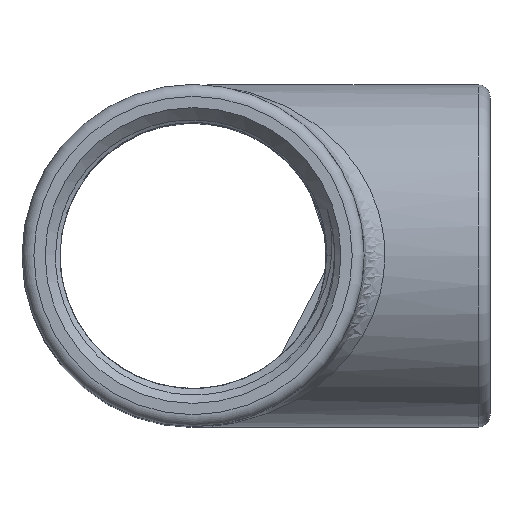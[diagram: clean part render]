
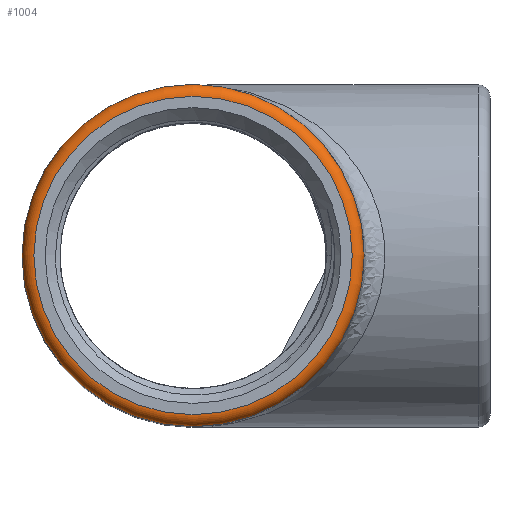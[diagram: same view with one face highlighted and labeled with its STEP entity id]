
A CAD part, top view. The second image highlights one B-rep face of the part: STEP entity #1004.
In plain terms, the highlighted toroidal (fillet/blend) face has major radius 26.8 mm and minor radius 2 mm.
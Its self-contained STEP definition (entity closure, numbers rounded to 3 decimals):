
#25=TOROIDAL_SURFACE('',#1050,26.8,2.);
#36=CIRCLE('',#1030,26.8);
#43=CIRCLE('',#1043,28.8);
#504=ORIENTED_EDGE('',*,*,#687,.F.);
#505=ORIENTED_EDGE('',*,*,#696,.F.);
#687=EDGE_CURVE('',#851,#851,#36,.T.);
#696=EDGE_CURVE('',#857,#857,#43,.T.);
#851=VERTEX_POINT('',#15037);
#857=VERTEX_POINT('',#15056);
#924=EDGE_LOOP('',(#504));
#925=EDGE_LOOP('',(#505));
#966=FACE_BOUND('',#924,.T.);
#967=FACE_BOUND('',#925,.T.);
#1004=ADVANCED_FACE('',(#966,#967),#25,.T.);
#1030=AXIS2_PLACEMENT_3D('',#15036,#1083,#1084);
#1043=AXIS2_PLACEMENT_3D('',#15055,#1109,#1110);
#1050=AXIS2_PLACEMENT_3D('',#15081,#1123,#1124);
#1083=DIRECTION('',(0.,0.,1.));
#1084=DIRECTION('',(1.,0.,0.));
#1109=DIRECTION('',(0.,0.,-1.));
#1110=DIRECTION('',(1.,0.,0.));
#1123=DIRECTION('',(0.,0.,1.));
#1124=DIRECTION('',(1.,0.,0.));
#15036=CARTESIAN_POINT('',(0.,0.,50.));
#15037=CARTESIAN_POINT('',(26.8,0.,50.));
#15055=CARTESIAN_POINT('',(0.,0.,48.));
#15056=CARTESIAN_POINT('',(28.8,0.,48.));
#15081=CARTESIAN_POINT('',(0.,0.,48.));
